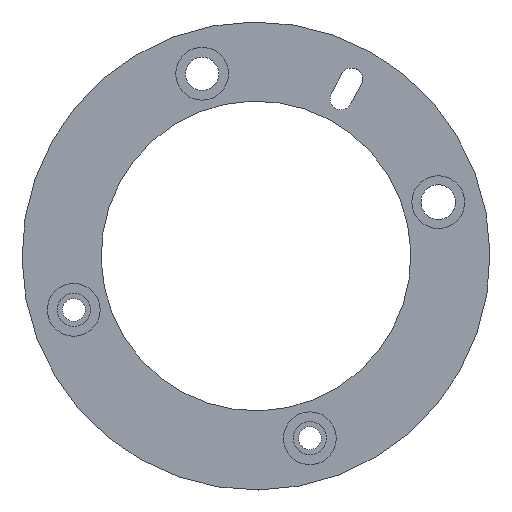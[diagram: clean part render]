
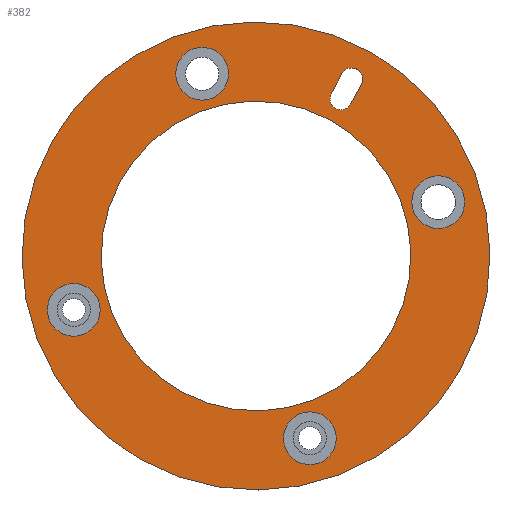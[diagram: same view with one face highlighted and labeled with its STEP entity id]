
A CAD part, front view. The second image highlights one B-rep face of the part: STEP entity #382.
In plain terms, the highlighted planar face has unit normal (0, -1, 0).
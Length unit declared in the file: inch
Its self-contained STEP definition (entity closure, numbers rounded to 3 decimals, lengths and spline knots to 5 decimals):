
#18=LINE('',#625,#38);
#22=LINE('',#637,#42);
#38=VECTOR('',#500,0.3937);
#42=VECTOR('',#514,0.3937);
#73=FACE_BOUND('',#126,.T.);
#74=FACE_BOUND('',#127,.T.);
#75=FACE_BOUND('',#128,.T.);
#76=FACE_BOUND('',#129,.T.);
#77=FACE_BOUND('',#130,.T.);
#78=FACE_BOUND('',#131,.T.);
#97=FACE_OUTER_BOUND('',#125,.T.);
#125=EDGE_LOOP('',(#297));
#126=EDGE_LOOP('',(#298,#299,#300,#301,#302));
#127=EDGE_LOOP('',(#303));
#128=EDGE_LOOP('',(#304));
#129=EDGE_LOOP('',(#305));
#130=EDGE_LOOP('',(#306));
#131=EDGE_LOOP('',(#307));
#162=CIRCLE('',#424,0.06299);
#164=CIRCLE('',#428,0.06299);
#165=CIRCLE('',#429,0.06299);
#167=CIRCLE('',#434,0.15);
#168=CIRCLE('',#436,1.33);
#169=CIRCLE('',#437,0.15);
#170=CIRCLE('',#438,0.88);
#171=CIRCLE('',#439,0.15);
#172=CIRCLE('',#440,0.15);
#192=VERTEX_POINT('',#616);
#193=VERTEX_POINT('',#618);
#195=VERTEX_POINT('',#624);
#197=VERTEX_POINT('',#630);
#198=VERTEX_POINT('',#632);
#200=VERTEX_POINT('',#643);
#201=VERTEX_POINT('',#647);
#202=VERTEX_POINT('',#649);
#203=VERTEX_POINT('',#651);
#204=VERTEX_POINT('',#653);
#205=VERTEX_POINT('',#655);
#225=EDGE_CURVE('',#193,#192,#162,.T.);
#228=EDGE_CURVE('',#195,#193,#18,.T.);
#231=EDGE_CURVE('',#197,#195,#164,.T.);
#232=EDGE_CURVE('',#198,#197,#165,.T.);
#235=EDGE_CURVE('',#192,#198,#22,.T.);
#239=EDGE_CURVE('',#200,#200,#167,.T.);
#240=EDGE_CURVE('',#201,#201,#168,.T.);
#241=EDGE_CURVE('',#202,#202,#169,.T.);
#242=EDGE_CURVE('',#203,#203,#170,.T.);
#243=EDGE_CURVE('',#204,#204,#171,.T.);
#244=EDGE_CURVE('',#205,#205,#172,.T.);
#297=ORIENTED_EDGE('',*,*,#240,.T.);
#298=ORIENTED_EDGE('',*,*,#232,.T.);
#299=ORIENTED_EDGE('',*,*,#231,.T.);
#300=ORIENTED_EDGE('',*,*,#228,.T.);
#301=ORIENTED_EDGE('',*,*,#225,.T.);
#302=ORIENTED_EDGE('',*,*,#235,.T.);
#303=ORIENTED_EDGE('',*,*,#241,.T.);
#304=ORIENTED_EDGE('',*,*,#242,.T.);
#305=ORIENTED_EDGE('',*,*,#243,.T.);
#306=ORIENTED_EDGE('',*,*,#244,.T.);
#307=ORIENTED_EDGE('',*,*,#239,.T.);
#368=PLANE('',#435);
#382=ADVANCED_FACE('',(#97,#73,#74,#75,#76,#77,#78),#368,.T.);
#424=AXIS2_PLACEMENT_3D('',#619,#494,#495);
#428=AXIS2_PLACEMENT_3D('',#631,#506,#507);
#429=AXIS2_PLACEMENT_3D('',#633,#508,#509);
#434=AXIS2_PLACEMENT_3D('',#645,#523,#524);
#435=AXIS2_PLACEMENT_3D('',#646,#525,#526);
#436=AXIS2_PLACEMENT_3D('',#648,#527,#528);
#437=AXIS2_PLACEMENT_3D('',#650,#529,#530);
#438=AXIS2_PLACEMENT_3D('',#652,#531,#532);
#439=AXIS2_PLACEMENT_3D('',#654,#533,#534);
#440=AXIS2_PLACEMENT_3D('',#656,#535,#536);
#494=DIRECTION('center_axis',(0.,1.,0.));
#495=DIRECTION('ref_axis',(1.,0.,0.));
#500=DIRECTION('',(-0.476,0.,-0.88));
#506=DIRECTION('center_axis',(0.,1.,0.));
#507=DIRECTION('ref_axis',(1.,0.,0.));
#508=DIRECTION('center_axis',(0.,1.,0.));
#509=DIRECTION('ref_axis',(1.,0.,0.));
#514=DIRECTION('',(0.476,0.,0.88));
#523=DIRECTION('center_axis',(0.,1.,0.));
#524=DIRECTION('ref_axis',(1.,0.,0.));
#525=DIRECTION('center_axis',(0.,-1.,0.));
#526=DIRECTION('ref_axis',(1.,0.,0.031));
#527=DIRECTION('center_axis',(0.,-1.,0.));
#528=DIRECTION('ref_axis',(0.943,0.,-0.332));
#529=DIRECTION('center_axis',(0.,1.,0.));
#530=DIRECTION('ref_axis',(1.,0.,0.));
#531=DIRECTION('center_axis',(0.,1.,0.));
#532=DIRECTION('ref_axis',(1.,0.,0.031));
#533=DIRECTION('center_axis',(0.,1.,0.));
#534=DIRECTION('ref_axis',(1.,0.,0.));
#535=DIRECTION('center_axis',(0.,1.,0.));
#536=DIRECTION('ref_axis',(1.,0.,0.));
#616=CARTESIAN_POINT('',(2.60843,3.85274,4.64079));
#618=CARTESIAN_POINT('',(2.71925,3.85274,4.58087));
#619=CARTESIAN_POINT('Origin',(2.66384,3.85274,4.61083));
#624=CARTESIAN_POINT('',(2.77924,3.85274,4.69181));
#625=CARTESIAN_POINT('',(2.50737,3.85274,4.189));
#630=CARTESIAN_POINT('',(2.78273,3.85274,4.69943));
#631=CARTESIAN_POINT('Origin',(2.72383,3.85274,4.72177));
#632=CARTESIAN_POINT('',(2.66842,3.85274,4.75173));
#633=CARTESIAN_POINT('Origin',(2.72383,3.85274,4.72177));
#637=CARTESIAN_POINT('',(2.36655,3.85274,4.19345));
#643=CARTESIAN_POINT('',(0.99443,3.85274,3.40986));
#645=CARTESIAN_POINT('Origin',(1.14443,3.85274,3.40986));
#646=CARTESIAN_POINT('Origin',(2.18009,3.85274,3.71614));
#647=CARTESIAN_POINT('',(0.92551,3.85274,4.15767));
#648=CARTESIAN_POINT('Origin',(2.18009,3.85274,3.71614));
#649=CARTESIAN_POINT('',(2.33637,3.85274,2.68048));
#650=CARTESIAN_POINT('Origin',(2.48637,3.85274,2.68048));
#651=CARTESIAN_POINT('',(1.30052,3.85274,3.6885));
#652=CARTESIAN_POINT('Origin',(2.18009,3.85274,3.71614));
#653=CARTESIAN_POINT('',(1.7238,3.85274,4.7518));
#654=CARTESIAN_POINT('Origin',(1.8738,3.85274,4.7518));
#655=CARTESIAN_POINT('',(3.06575,3.85274,4.02243));
#656=CARTESIAN_POINT('Origin',(3.21575,3.85274,4.02243));
